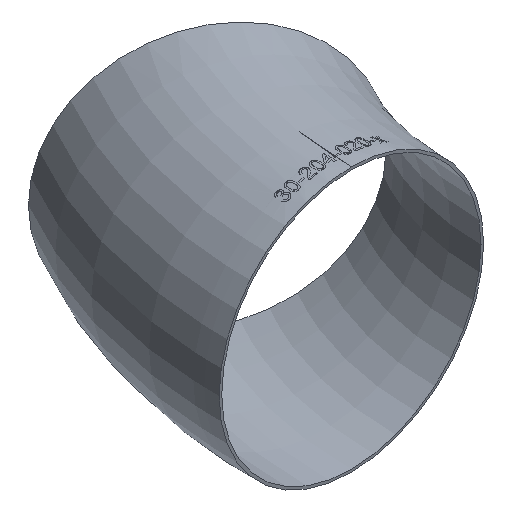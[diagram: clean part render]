
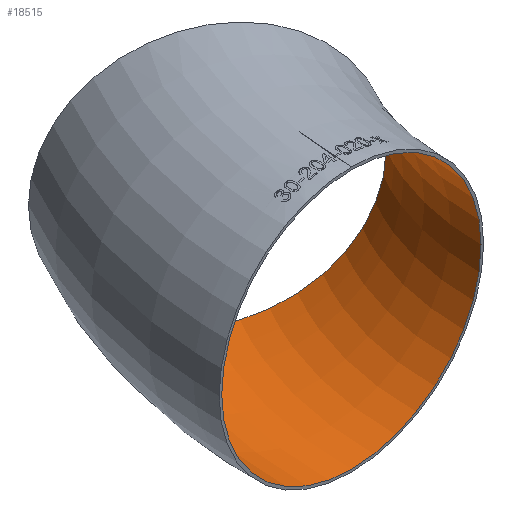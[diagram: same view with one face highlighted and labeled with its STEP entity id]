
A CAD part, isometric view. The second image highlights one B-rep face of the part: STEP entity #18515.
In plain terms, the highlighted toroidal (fillet/blend) face has major radius 300 mm and minor radius 100 mm.
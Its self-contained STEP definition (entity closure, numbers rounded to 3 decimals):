
#213 = AXIS2_PLACEMENT_3D ( 'NONE', #2295, #4573, #19767 ) ;
#1879 = FACE_OUTER_BOUND ( 'NONE', #22645, .T. ) ;
#2295 = CARTESIAN_POINT ( 'NONE',  ( 0., 0., 0. ) ) ;
#2475 = CARTESIAN_POINT ( 'NONE',  ( -300., 0., 0. ) ) ;
#2913 = AXIS2_PLACEMENT_3D ( 'NONE', #2475, #10538, #9060 ) ;
#3031 = CARTESIAN_POINT ( 'NONE',  ( -346.41, 200., 0. ) ) ;
#3462 = ORIENTED_EDGE ( 'NONE', *, *, #20394, .F. ) ;
#3829 = EDGE_CURVE ( 'NONE', #5175, #5175, #6373, .T. ) ;
#4573 = DIRECTION ( 'NONE',  ( 0., 0., -1. ) ) ;
#5175 = VERTEX_POINT ( 'NONE', #3031 ) ;
#6373 = CIRCLE ( 'NONE', #21024, 100. ) ;
#6572 = CIRCLE ( 'NONE', #2913, 100. ) ;
#7531 = DIRECTION ( 'NONE',  ( -0.866, 0.5, 0. ) ) ;
#7755 = CARTESIAN_POINT ( 'NONE',  ( -300., 0., 100. ) ) ;
#7759 = EDGE_LOOP ( 'NONE', ( #20955 ) ) ;
#9060 = DIRECTION ( 'NONE',  ( 0., 0., 1. ) ) ;
#9670 = CARTESIAN_POINT ( 'NONE',  ( -259.808, 150., 0. ) ) ;
#10538 = DIRECTION ( 'NONE',  ( 0., 1., 0. ) ) ;
#14364 = VERTEX_POINT ( 'NONE', #7755 ) ;
#18515 = ADVANCED_FACE ( 'NONE', ( #22077, #1879 ), #27199, .F. ) ;
#19767 = DIRECTION ( 'NONE',  ( -1., 0., 0. ) ) ;
#20394 = EDGE_CURVE ( 'NONE', #14364, #14364, #6572, .T. ) ;
#20955 = ORIENTED_EDGE ( 'NONE', *, *, #3829, .T. ) ;
#21024 = AXIS2_PLACEMENT_3D ( 'NONE', #9670, #27440, #7531 ) ;
#22077 = FACE_OUTER_BOUND ( 'NONE', #7759, .T. ) ;
#22645 = EDGE_LOOP ( 'NONE', ( #3462 ) ) ;
#27199 = TOROIDAL_SURFACE ( 'NONE', #213, 300., 100. ) ;
#27440 = DIRECTION ( 'NONE',  ( 0.5, 0.866, 0. ) ) ;
